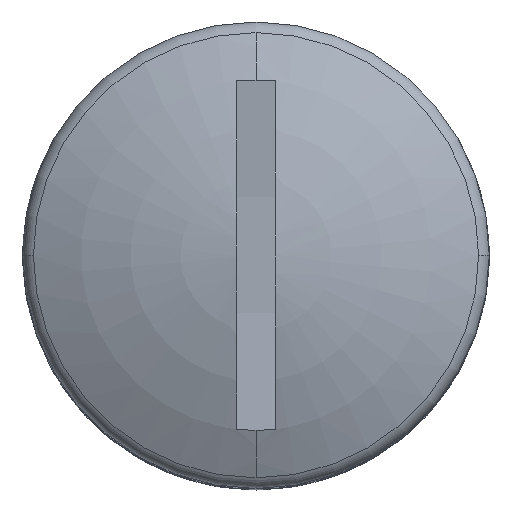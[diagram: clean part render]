
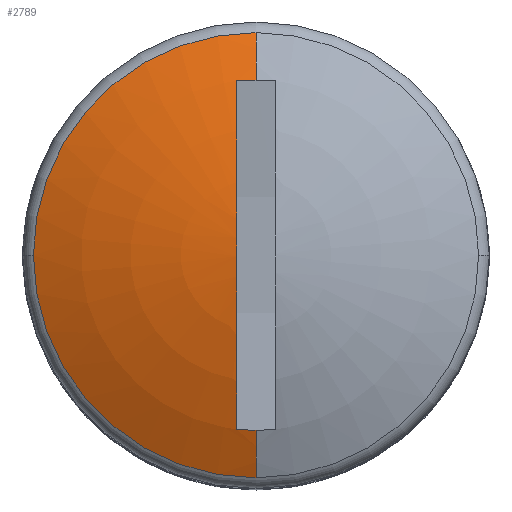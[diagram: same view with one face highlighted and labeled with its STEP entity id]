
A CAD part, top view. The second image highlights one B-rep face of the part: STEP entity #2789.
In plain terms, the highlighted toroidal (fillet/blend) face has major radius 1.502 mm and minor radius 30 mm.
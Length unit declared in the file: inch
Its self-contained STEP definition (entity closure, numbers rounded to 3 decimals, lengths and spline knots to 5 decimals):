
#1752 = VERTEX_POINT ( 'NONE', #6158 ) ;
#1753 = VERTEX_POINT ( 'NONE', #6028 ) ;
#1756 = EDGE_CURVE ( 'NONE', #1786, #1752, #6126, .T. ) ;
#1782 = VERTEX_POINT ( 'NONE', #7682 ) ;
#1786 = VERTEX_POINT ( 'NONE', #7679 ) ;
#1850 = EDGE_CURVE ( 'NONE', #1753, #1782, #6518, .T. ) ;
#1876 = EDGE_CURVE ( 'NONE', #1782, #1877, #6517, .T. ) ;
#1877 = VERTEX_POINT ( 'NONE', #6494 ) ;
#1930 = EDGE_CURVE ( 'NONE', #1947, #1877, #6586, .T. ) ;
#1947 = VERTEX_POINT ( 'NONE', #6589 ) ;
#1950 = EDGE_CURVE ( 'NONE', #1752, #1959, #6618, .T. ) ;
#1959 = VERTEX_POINT ( 'NONE', #6668 ) ;
#2033 = EDGE_CURVE ( 'NONE', #1959, #1947, #6772, .T. ) ;
#2709 = ORIENTED_EDGE ( 'NONE', *, *, #2033, .T. ) ;
#2716 = ORIENTED_EDGE ( 'NONE', *, *, #1850, .F. ) ;
#2720 = ORIENTED_EDGE ( 'NONE', *, *, #2723, .F. ) ;
#2722 = ORIENTED_EDGE ( 'NONE', *, *, #1930, .T. ) ;
#2723 = EDGE_CURVE ( 'NONE', #1786, #1753, #2863, .T. ) ;
#2783 = EDGE_LOOP ( 'NONE', ( #2855, #2716, #2720, #2830, #2831, #2709, #2722 ) ) ;
#2789 = ADVANCED_FACE ( 'NONE', ( #13120 ), #13133, .T. ) ;
#2830 = ORIENTED_EDGE ( 'NONE', *, *, #1756, .T. ) ;
#2831 = ORIENTED_EDGE ( 'NONE', *, *, #1950, .T. ) ;
#2847 = DIRECTION ( 'NONE',  ( 0., 0., -1. ) ) ;
#2851 = CARTESIAN_POINT ( 'NONE',  ( 0., 0., 1.73156 ) ) ;
#2855 = ORIENTED_EDGE ( 'NONE', *, *, #1876, .F. ) ;
#2863 = CIRCLE ( 'NONE', #2873, 0.46023 ) ;
#2872 = DIRECTION ( 'NONE',  ( 0., 1., 0. ) ) ;
#2873 = AXIS2_PLACEMENT_3D ( 'NONE', #2851, #2847, #2872 ) ;
#6028 = CARTESIAN_POINT ( 'NONE',  ( -0.46023, 0., 1.73156 ) ) ;
#6039 = CARTESIAN_POINT ( 'NONE',  ( 0., 0.05913, 0.67077 ) ) ;
#6122 = DIRECTION ( 'NONE',  ( 0., 0., 1. ) ) ;
#6123 = DIRECTION ( 'NONE',  ( -1., 0., 0. ) ) ;
#6124 = AXIS2_PLACEMENT_3D ( 'NONE', #6039, #6123, #6122 ) ;
#6126 = CIRCLE ( 'NONE', #6124, 1.1811 ) ;
#6158 = CARTESIAN_POINT ( 'NONE',  ( 0., -0.362, 1.77424 ) ) ;
#6494 = CARTESIAN_POINT ( 'NONE',  ( 0., 0.362, 1.77424 ) ) ;
#6495 = DIRECTION ( 'NONE',  ( 0., 1., 0. ) ) ;
#6496 = DIRECTION ( 'NONE',  ( 1., 0., 0. ) ) ;
#6500 = DIRECTION ( 'NONE',  ( 0., 1., 0. ) ) ;
#6501 = CARTESIAN_POINT ( 'NONE',  ( 0., -0.05913, 0.67077 ) ) ;
#6502 = DIRECTION ( 'NONE',  ( 0., 0., -1. ) ) ;
#6508 = CARTESIAN_POINT ( 'NONE',  ( 0., 0., 1.73156 ) ) ;
#6509 = AXIS2_PLACEMENT_3D ( 'NONE', #6508, #6502, #6500 ) ;
#6516 = AXIS2_PLACEMENT_3D ( 'NONE', #6501, #6496, #6495 ) ;
#6517 = CIRCLE ( 'NONE', #6516, 1.1811 ) ;
#6518 = CIRCLE ( 'NONE', #6509, 0.46023 ) ;
#6572 = CARTESIAN_POINT ( 'NONE',  ( -0.03937, 0.36038, 1.77404 ) ) ;
#6582 = CARTESIAN_POINT ( 'NONE',  ( 0., 0.362, 1.77424 ) ) ;
#6583 = CARTESIAN_POINT ( 'NONE',  ( -0.01312, 0.362, 1.77424 ) ) ;
#6584 = CARTESIAN_POINT ( 'NONE',  ( -0.02625, 0.36146, 1.77418 ) ) ;
#6586 = B_SPLINE_CURVE_WITH_KNOTS ( 'NONE', 3,
 ( #6572, #6584, #6583, #6582 ),
 .UNSPECIFIED., .F., .F.,
 ( 4, 4 ),
 ( 0., 0.001 ),
 .UNSPECIFIED. ) ;
#6589 = CARTESIAN_POINT ( 'NONE',  ( -0.03937, 0.36038, 1.77404 ) ) ;
#6618 = B_SPLINE_CURVE_WITH_KNOTS ( 'NONE', 3,
 ( #6650, #6640, #6636, #6637 ),
 .UNSPECIFIED., .F., .F.,
 ( 4, 4 ),
 ( 0.001, 0.002 ),
 .UNSPECIFIED. ) ;
#6636 = CARTESIAN_POINT ( 'NONE',  ( -0.02625, -0.36146, 1.77418 ) ) ;
#6637 = CARTESIAN_POINT ( 'NONE',  ( -0.03937, -0.36038, 1.77404 ) ) ;
#6640 = CARTESIAN_POINT ( 'NONE',  ( -0.01312, -0.362, 1.77424 ) ) ;
#6650 = CARTESIAN_POINT ( 'NONE',  ( 0., -0.362, 1.77424 ) ) ;
#6668 = CARTESIAN_POINT ( 'NONE',  ( -0.03937, -0.36038, 1.77404 ) ) ;
#6772 = B_SPLINE_CURVE_WITH_KNOTS ( 'NONE', 3,
 ( #6864, #6774, #6873, #6773, #6794, #6793, #6777, #6865, #6808, #6806, #6849, #6776, #6775, #6798, #6835, #6834, #6872, #6848 ),
 .UNSPECIFIED., .F., .F.,
 ( 4, 2, 2, 2, 2, 2, 2, 2, 4 ),
 ( 0., 0.00464, 0.00696, 0.00812, 0.00928, 0.01044, 0.0116, 0.01392, 0.01856 ),
 .UNSPECIFIED. ) ;
#6773 = CARTESIAN_POINT ( 'NONE',  ( -0.03937, -0.15466, 1.83185 ) ) ;
#6774 = CARTESIAN_POINT ( 'NONE',  ( -0.03937, -0.30271, 1.79596 ) ) ;
#6775 = CARTESIAN_POINT ( 'NONE',  ( -0.03937, 0.07494, 1.8432 ) ) ;
#6776 = CARTESIAN_POINT ( 'NONE',  ( -0.03937, 0.05951, 1.84478 ) ) ;
#6777 = CARTESIAN_POINT ( 'NONE',  ( -0.03937, -0.06398, 1.84435 ) ) ;
#6793 = CARTESIAN_POINT ( 'NONE',  ( -0.03937, -0.07919, 1.84273 ) ) ;
#6794 = CARTESIAN_POINT ( 'NONE',  ( -0.03937, -0.12462, 1.83695 ) ) ;
#6798 = CARTESIAN_POINT ( 'NONE',  ( -0.03937, 0.12107, 1.83751 ) ) ;
#6806 = CARTESIAN_POINT ( 'NONE',  ( -0.03937, 0.013, 1.84784 ) ) ;
#6808 = CARTESIAN_POINT ( 'NONE',  ( -0.03937, -0.01804, 1.84767 ) ) ;
#6834 = CARTESIAN_POINT ( 'NONE',  ( -0.03937, 0.24277, 1.8135 ) ) ;
#6835 = CARTESIAN_POINT ( 'NONE',  ( -0.03937, 0.15163, 1.83242 ) ) ;
#6848 = CARTESIAN_POINT ( 'NONE',  ( -0.03937, 0.36038, 1.77404 ) ) ;
#6849 = CARTESIAN_POINT ( 'NONE',  ( -0.03937, 0.02854, 1.84711 ) ) ;
#6864 = CARTESIAN_POINT ( 'NONE',  ( -0.03937, -0.36038, 1.77404 ) ) ;
#6865 = CARTESIAN_POINT ( 'NONE',  ( -0.03937, -0.03341, 1.84681 ) ) ;
#6872 = CARTESIAN_POINT ( 'NONE',  ( -0.03937, 0.30232, 1.7961 ) ) ;
#6873 = CARTESIAN_POINT ( 'NONE',  ( -0.03937, -0.24406, 1.8131 ) ) ;
#7679 = CARTESIAN_POINT ( 'NONE',  ( 0., -0.46023, 1.73156 ) ) ;
#7682 = CARTESIAN_POINT ( 'NONE',  ( 0., 0.46023, 1.73156 ) ) ;
#13120 = FACE_OUTER_BOUND ( 'NONE', #2783, .T. ) ;
#13129 = DIRECTION ( 'NONE',  ( 0., -1., 0. ) ) ;
#13130 = DIRECTION ( 'NONE',  ( 0., 0., 1. ) ) ;
#13131 = CARTESIAN_POINT ( 'NONE',  ( 0., 0., 0.67077 ) ) ;
#13132 = AXIS2_PLACEMENT_3D ( 'NONE', #13131, #13130, #13129 ) ;
#13133 = TOROIDAL_SURFACE ( 'NONE', #13132, -0.05913, 1.1811 ) ;
